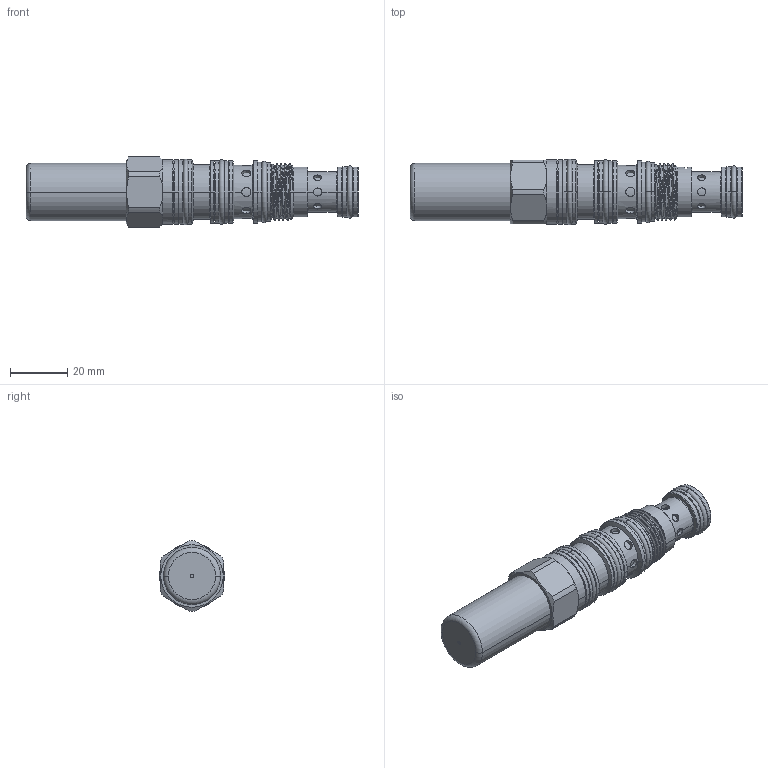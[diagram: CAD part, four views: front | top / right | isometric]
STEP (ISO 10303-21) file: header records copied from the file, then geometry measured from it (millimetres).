
FILE_DESCRIPTION (( 'STEP AP203' ), '1' );
FILE_NAME ('DP21A4Q-C.STEP', '2023-11-29T07:49:25', ( '' ), ( '' ), 'SwSTEP 2.0', 'SolidWorks 2018', '' );
FILE_SCHEMA (( 'CONFIG_CONTROL_DESIGN' ));
Length unit declared in the file: millimetre
Products named in the file (1): DP21A4Q-C
Bounding box: 115.9 x 22.97 x 24.59 mm (x, y, z)
Volume: 35703.5 mm3; surface area: 10149 mm2
Topology: 1 solids, 1 shells, 239 faces, 517 edges, 318 vertices
Faces by surface type: cylinder 139, plane 42, cone 35, torus 20, bspline 3
Entity records: 9314 total; most frequent: CARTESIAN_POINT 4135, DIRECTION 1082, ORIENTED_EDGE 1034, EDGE_CURVE 517, AXIS2_PLACEMENT_3D 457, VERTEX_POINT 318, EDGE_LOOP 277, FACE_OUTER_BOUND 239
